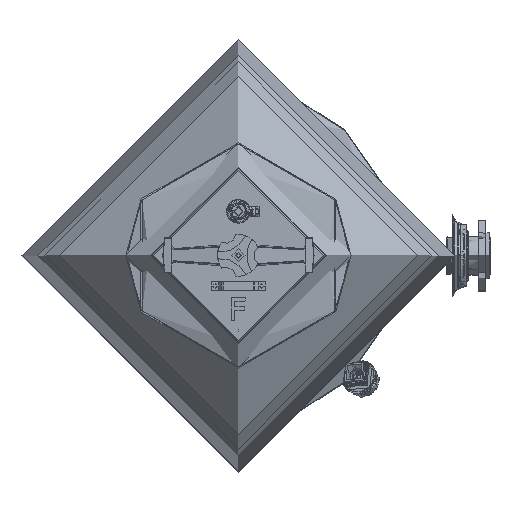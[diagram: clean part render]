
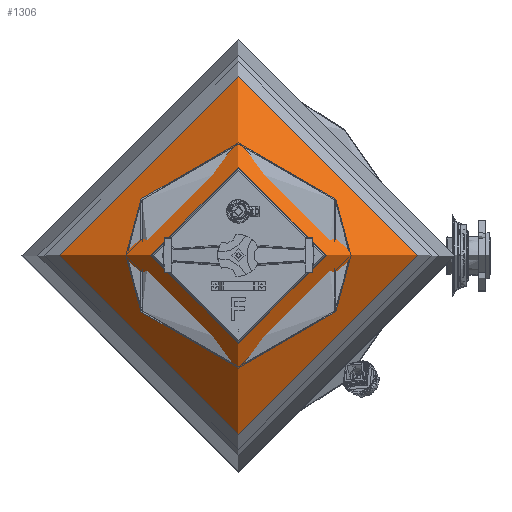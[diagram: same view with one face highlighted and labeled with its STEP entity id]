
A CAD part, top view. The second image highlights one B-rep face of the part: STEP entity #1306.
In plain terms, the highlighted free-form (B-spline) face has degree [3, 3] with [4, 7] control points.
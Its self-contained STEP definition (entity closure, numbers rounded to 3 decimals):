
#1306 = ADVANCED_FACE( '', ( #3409, #3410 ), #3411, .T. );
#3409 = FACE_OUTER_BOUND( '', #7368, .T. );
#3410 = FACE_OUTER_BOUND( '', #7369, .T. );
#3411 = ( BOUNDED_SURFACE(  )B_SPLINE_SURFACE( 3, 3, ( ( #7372, #7373, #7374, #7375, #7376, #7377, #7378 ), ( #7379, #7380, #7381, #7382, #7383, #7384, #7385 ), ( #7386, #7387, #7388, #7389, #7390, #7391, #7392 ), ( #7393, #7394, #7395, #7396, #7397, #7398, #7399 ) ), .UNSPECIFIED., .F., .T., .F. )B_SPLINE_SURFACE_WITH_KNOTS( ( 4, 4 ), ( 4, 3, 4 ), ( 0., 6.283 ), ( -1.173, -1.023, -0.873 ), .UNSPECIFIED. )GEOMETRIC_REPRESENTATION_ITEM(  )RATIONAL_B_SPLINE_SURFACE( ( ( 1., 0.333, 0.333, 1., 0.333, 0.333, 1. ), ( 0.992, 0.331, 0.331, 0.992, 0.331, 0.331, 0.992 ), ( 0.992, 0.331, 0.331, 0.992, 0.331, 0.331, 0.992 ), ( 1., 0.333, 0.333, 1., 0.333, 0.333, 1. ) ) )REPRESENTATION_ITEM( '' )SURFACE(  ) );
#7368 = EDGE_LOOP( '', ( #16483 ) );
#7369 = EDGE_LOOP( '', ( #16484 ) );
#7372 = CARTESIAN_POINT( '', ( -509.136, 0., 613.221 ) );
#7373 = CARTESIAN_POINT( '', ( -509.136, 1018.273, 613.221 ) );
#7374 = CARTESIAN_POINT( '', ( 509.136, 1018.273, 613.221 ) );
#7375 = CARTESIAN_POINT( '', ( 509.136, 0., 613.221 ) );
#7376 = CARTESIAN_POINT( '', ( 509.136, -1018.273, 613.221 ) );
#7377 = CARTESIAN_POINT( '', ( -509.136, -1018.273, 613.221 ) );
#7378 = CARTESIAN_POINT( '', ( -509.136, 0., 613.221 ) );
#7379 = CARTESIAN_POINT( '', ( -431.037, 0., 678.757 ) );
#7380 = CARTESIAN_POINT( '', ( -431.037, 862.074, 678.757 ) );
#7381 = CARTESIAN_POINT( '', ( 431.037, 862.074, 678.757 ) );
#7382 = CARTESIAN_POINT( '', ( 431.037, 0., 678.757 ) );
#7383 = CARTESIAN_POINT( '', ( 431.037, -862.074, 678.757 ) );
#7384 = CARTESIAN_POINT( '', ( -431.037, -862.074, 678.757 ) );
#7385 = CARTESIAN_POINT( '', ( -431.037, 0., 678.757 ) );
#7386 = CARTESIAN_POINT( '', ( -344.004, 0., 731.858 ) );
#7387 = CARTESIAN_POINT( '', ( -344.004, 688.008, 731.858 ) );
#7388 = CARTESIAN_POINT( '', ( 344.004, 688.008, 731.858 ) );
#7389 = CARTESIAN_POINT( '', ( 344.004, 0., 731.858 ) );
#7390 = CARTESIAN_POINT( '', ( 344.004, -688.008, 731.858 ) );
#7391 = CARTESIAN_POINT( '', ( -344.004, -688.008, 731.858 ) );
#7392 = CARTESIAN_POINT( '', ( -344.004, 0., 731.858 ) );
#7393 = CARTESIAN_POINT( '', ( -250., 0., 771.327 ) );
#7394 = CARTESIAN_POINT( '', ( -250., 500., 771.327 ) );
#7395 = CARTESIAN_POINT( '', ( 250., 500., 771.327 ) );
#7396 = CARTESIAN_POINT( '', ( 250., 0., 771.327 ) );
#7397 = CARTESIAN_POINT( '', ( 250., -500., 771.327 ) );
#7398 = CARTESIAN_POINT( '', ( -250., -500., 771.327 ) );
#7399 = CARTESIAN_POINT( '', ( -250., 0., 771.327 ) );
#16483 = ORIENTED_EDGE( '', *, *, #24265, .F. );
#16484 = ORIENTED_EDGE( '', *, *, #24266, .F. );
#24265 = EDGE_CURVE( '', #27544, #27544, #27545, .T. );
#24266 = EDGE_CURVE( '', #27546, #27546, #27547, .F. );
#27544 = VERTEX_POINT( '', #36523 );
#27545 = CIRCLE( '', #36524, 509.136 );
#27546 = VERTEX_POINT( '', #36525 );
#27547 = CIRCLE( '', #36526, 250. );
#36523 = CARTESIAN_POINT( '', ( -509.136, 0., 613.221 ) );
#36524 = AXIS2_PLACEMENT_3D( '', #65053, #65054, #65055 );
#36525 = CARTESIAN_POINT( '', ( -250., 0., 771.327 ) );
#36526 = AXIS2_PLACEMENT_3D( '', #65056, #65057, #65058 );
#65053 = CARTESIAN_POINT( '', ( 0., 0., 613.221 ) );
#65054 = DIRECTION( '', ( 0., 0., -1. ) );
#65055 = DIRECTION( '', ( -1., 0., 0. ) );
#65056 = CARTESIAN_POINT( '', ( 0., 0., 771.327 ) );
#65057 = DIRECTION( '', ( 0., 0., -1. ) );
#65058 = DIRECTION( '', ( -1., 0., 0. ) );
